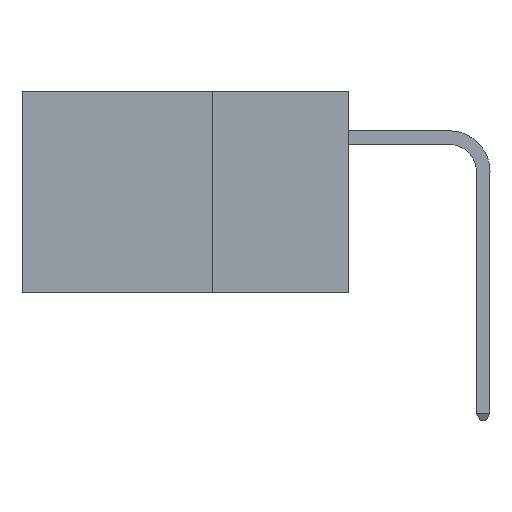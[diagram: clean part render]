
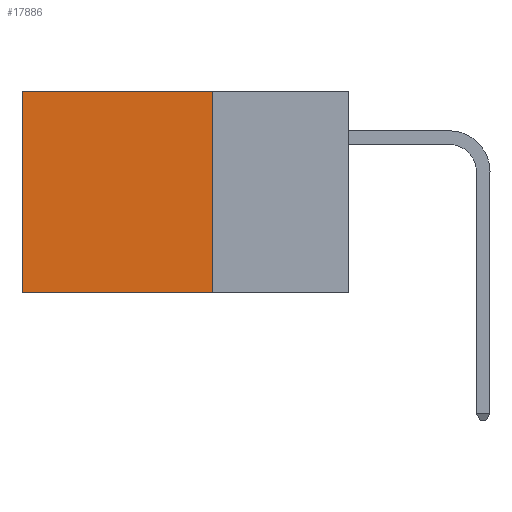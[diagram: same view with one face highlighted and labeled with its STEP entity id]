
A CAD part, left-side view. The second image highlights one B-rep face of the part: STEP entity #17886.
In plain terms, the highlighted planar face has unit normal (-1, 0, 0).
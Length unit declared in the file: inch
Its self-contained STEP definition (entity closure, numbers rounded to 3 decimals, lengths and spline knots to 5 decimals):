
#2159 = CARTESIAN_POINT ( 'NONE',  ( 0.2875, 0.25, 0. ) ) ;
#2825 = EDGE_CURVE ( 'NONE', #28194, #16796, #5013, .T. ) ;
#3297 = PLANE ( 'NONE',  #24283 ) ;
#3705 = DIRECTION ( 'NONE',  ( 0., 1., 0. ) ) ;
#5013 = LINE ( 'NONE', #2159, #29251 ) ;
#5679 = VECTOR ( 'NONE', #23053, 39.37008 ) ;
#7650 = DIRECTION ( 'NONE',  ( 0., 1., 0. ) ) ;
#8338 = DIRECTION ( 'NONE',  ( 1., 0., 0. ) ) ;
#9438 = EDGE_CURVE ( 'NONE', #28194, #10964, #28201, .T. ) ;
#10964 = VERTEX_POINT ( 'NONE', #30395 ) ;
#11142 = CARTESIAN_POINT ( 'NONE',  ( 0.2875, 0.6, 0. ) ) ;
#11250 = CARTESIAN_POINT ( 'NONE',  ( 0.2875, 0.6, -0.37 ) ) ;
#11569 = LINE ( 'NONE', #11142, #5679 ) ;
#13165 = VECTOR ( 'NONE', #7650, 39.37008 ) ;
#13740 = VECTOR ( 'NONE', #3705, 39.37008 ) ;
#14383 = ORIENTED_EDGE ( 'NONE', *, *, #9438, .T. ) ;
#15825 = CARTESIAN_POINT ( 'NONE',  ( 0.2875, 0.25, -0.37 ) ) ;
#15947 = LINE ( 'NONE', #15825, #13740 ) ;
#16359 = CARTESIAN_POINT ( 'NONE',  ( 0.2875, 0.25, -0.37 ) ) ;
#16796 = VERTEX_POINT ( 'NONE', #16359 ) ;
#17475 = DIRECTION ( 'NONE',  ( 0., 0., -1. ) ) ;
#17886 = ADVANCED_FACE ( 'NONE', ( #19089 ), #3297, .F. ) ;
#19089 = FACE_OUTER_BOUND ( 'NONE', #24708, .T. ) ;
#19678 = CARTESIAN_POINT ( 'NONE',  ( 0.2875, 0.25, 0. ) ) ;
#19740 = ORIENTED_EDGE ( 'NONE', *, *, #24437, .F. ) ;
#20861 = ORIENTED_EDGE ( 'NONE', *, *, #2825, .F. ) ;
#20888 = DIRECTION ( 'NONE',  ( 0., 0., -1. ) ) ;
#21766 = ORIENTED_EDGE ( 'NONE', *, *, #23868, .T. ) ;
#23053 = DIRECTION ( 'NONE',  ( 0., 0., -1. ) ) ;
#23868 = EDGE_CURVE ( 'NONE', #10964, #23962, #11569, .T. ) ;
#23962 = VERTEX_POINT ( 'NONE', #11250 ) ;
#24283 = AXIS2_PLACEMENT_3D ( 'NONE', #29368, #8338, #17475 ) ;
#24437 = EDGE_CURVE ( 'NONE', #16796, #23962, #15947, .T. ) ;
#24587 = CARTESIAN_POINT ( 'NONE',  ( 0.2875, 0.25, 0. ) ) ;
#24708 = EDGE_LOOP ( 'NONE', ( #21766, #19740, #20861, #14383 ) ) ;
#28194 = VERTEX_POINT ( 'NONE', #24587 ) ;
#28201 = LINE ( 'NONE', #19678, #13165 ) ;
#29251 = VECTOR ( 'NONE', #20888, 39.37008 ) ;
#29368 = CARTESIAN_POINT ( 'NONE',  ( 0.2875, 0.25, 0. ) ) ;
#30395 = CARTESIAN_POINT ( 'NONE',  ( 0.2875, 0.6, 0. ) ) ;
